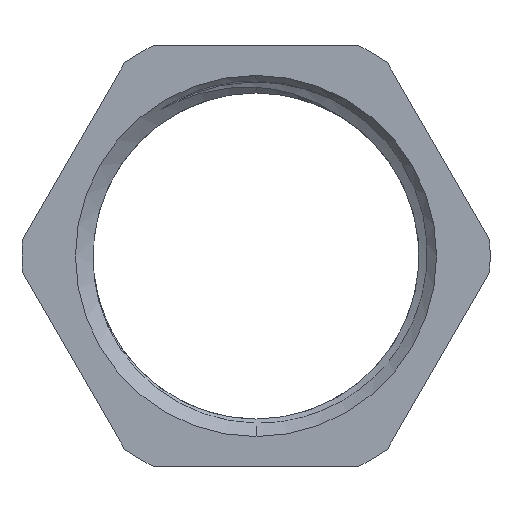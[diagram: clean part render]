
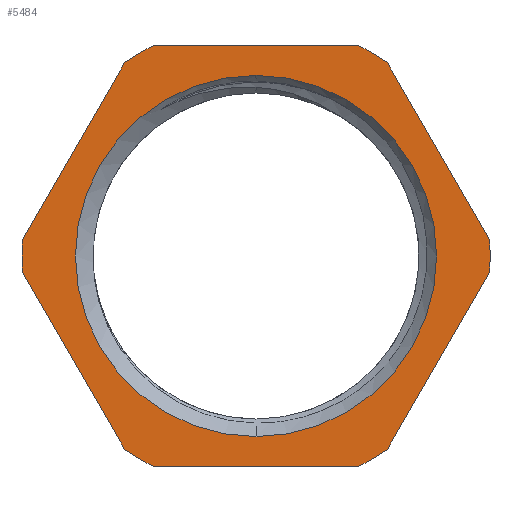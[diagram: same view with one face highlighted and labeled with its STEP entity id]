
A CAD part, left-side view. The second image highlights one B-rep face of the part: STEP entity #5484.
In plain terms, the highlighted planar face has unit normal (-1, 0, 0).
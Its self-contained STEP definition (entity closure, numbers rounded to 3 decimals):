
#169 = CARTESIAN_POINT ( 'NONE',  ( -3.5, -7.467, 11.066 ) ) ;
#183 = CARTESIAN_POINT ( 'NONE',  ( -3.5, 13.35, 0. ) ) ;
#346 = EDGE_CURVE ( 'NONE', #4315, #8405, #2297, .T. ) ;
#388 = CARTESIAN_POINT ( 'NONE',  ( -3.5, 0., 0. ) ) ;
#402 = AXIS2_PLACEMENT_3D ( 'NONE', #6349, #1091, #8501 ) ;
#435 = LINE ( 'NONE', #8401, #7457 ) ;
#457 = EDGE_CURVE ( 'NONE', #598, #7055, #7462, .T. ) ;
#499 = DIRECTION ( 'NONE',  ( 1., 0., 0. ) ) ;
#537 = CIRCLE ( 'NONE', #8548, 13.35 ) ;
#588 = VERTEX_POINT ( 'NONE', #4516 ) ;
#592 = DIRECTION ( 'NONE',  ( 0., -0.5, -0.866 ) ) ;
#598 = VERTEX_POINT ( 'NONE', #3097 ) ;
#723 = CARTESIAN_POINT ( 'NONE',  ( -3.5, 13.317, 0.934 ) ) ;
#815 = EDGE_CURVE ( 'NONE', #1615, #598, #4284, .T. ) ;
#868 = PLANE ( 'NONE',  #1599 ) ;
#1000 = DIRECTION ( 'NONE',  ( 0., 0., -1. ) ) ;
#1091 = DIRECTION ( 'NONE',  ( 1., 0., 0. ) ) ;
#1116 = DIRECTION ( 'NONE',  ( 1., 0., 0. ) ) ;
#1140 = VECTOR ( 'NONE', #1782, 1000. ) ;
#1143 = DIRECTION ( 'NONE',  ( 0., 0., -1. ) ) ;
#1146 = DIRECTION ( 'NONE',  ( 1., 0., 0. ) ) ;
#1361 = DIRECTION ( 'NONE',  ( 1., 0., 0. ) ) ;
#1382 = VERTEX_POINT ( 'NONE', #6455 ) ;
#1484 = VERTEX_POINT ( 'NONE', #3463 ) ;
#1599 = AXIS2_PLACEMENT_3D ( 'NONE', #183, #5391, #4685 ) ;
#1615 = VERTEX_POINT ( 'NONE', #5556 ) ;
#1660 = ORIENTED_EDGE ( 'NONE', *, *, #6724, .F. ) ;
#1718 = EDGE_CURVE ( 'NONE', #4320, #588, #435, .T. ) ;
#1749 = EDGE_CURVE ( 'NONE', #1382, #4315, #537, .T. ) ;
#1782 = DIRECTION ( 'NONE',  ( 0., 1., 0. ) ) ;
#1817 = EDGE_CURVE ( 'NONE', #8405, #6380, #8011, .T. ) ;
#2037 = ORIENTED_EDGE ( 'NONE', *, *, #457, .F. ) ;
#2239 = CIRCLE ( 'NONE', #7509, 13.35 ) ;
#2297 = LINE ( 'NONE', #6136, #3434 ) ;
#2606 = VERTEX_POINT ( 'NONE', #169 ) ;
#2660 = CARTESIAN_POINT ( 'NONE',  ( -3.5, 0., 0. ) ) ;
#2690 = EDGE_LOOP ( 'NONE', ( #7271, #4128 ) ) ;
#2743 = ORIENTED_EDGE ( 'NONE', *, *, #8019, .F. ) ;
#2769 = CIRCLE ( 'NONE', #7756, 10.3 ) ;
#2909 = DIRECTION ( 'NONE',  ( 0., 0.5, 0.866 ) ) ;
#3011 = CARTESIAN_POINT ( 'NONE',  ( -3.5, 0., 0. ) ) ;
#3097 = CARTESIAN_POINT ( 'NONE',  ( -3.5, -7.467, -11.066 ) ) ;
#3251 = VERTEX_POINT ( 'NONE', #5617 ) ;
#3309 = EDGE_CURVE ( 'NONE', #3371, #1484, #4801, .T. ) ;
#3315 = AXIS2_PLACEMENT_3D ( 'NONE', #2660, #1361, #4652 ) ;
#3371 = VERTEX_POINT ( 'NONE', #5185 ) ;
#3434 = VECTOR ( 'NONE', #2909, 1000. ) ;
#3444 = VECTOR ( 'NONE', #592, 1000. ) ;
#3463 = CARTESIAN_POINT ( 'NONE',  ( -3.5, 0., -10.3 ) ) ;
#3755 = DIRECTION ( 'NONE',  ( 0., 0., -1. ) ) ;
#3802 = DIRECTION ( 'NONE',  ( 0., -0.5, 0.866 ) ) ;
#3816 = CARTESIAN_POINT ( 'NONE',  ( -3.5, 0., 0. ) ) ;
#3837 = CARTESIAN_POINT ( 'NONE',  ( -3.5, 0., 0. ) ) ;
#3867 = ORIENTED_EDGE ( 'NONE', *, *, #4620, .F. ) ;
#4089 = CARTESIAN_POINT ( 'NONE',  ( -3.5, 7.467, 11.066 ) ) ;
#4128 = ORIENTED_EDGE ( 'NONE', *, *, #7752, .T. ) ;
#4193 = EDGE_CURVE ( 'NONE', #3251, #1615, #7644, .T. ) ;
#4255 = DIRECTION ( 'NONE',  ( 0., 0., -1. ) ) ;
#4284 = LINE ( 'NONE', #6294, #6828 ) ;
#4315 = VERTEX_POINT ( 'NONE', #4483 ) ;
#4320 = VERTEX_POINT ( 'NONE', #7869 ) ;
#4424 = DIRECTION ( 'NONE',  ( 1., 0., 0. ) ) ;
#4462 = CARTESIAN_POINT ( 'NONE',  ( -3.5, 13.856, 0. ) ) ;
#4483 = CARTESIAN_POINT ( 'NONE',  ( -3.5, 7.467, -11.066 ) ) ;
#4504 = ORIENTED_EDGE ( 'NONE', *, *, #6868, .F. ) ;
#4516 = CARTESIAN_POINT ( 'NONE',  ( -3.5, -5.85, 12. ) ) ;
#4620 = EDGE_CURVE ( 'NONE', #588, #2606, #2239, .T. ) ;
#4652 = DIRECTION ( 'NONE',  ( 0., 0., -1. ) ) ;
#4685 = DIRECTION ( 'NONE',  ( 0., 0., 1. ) ) ;
#4740 = DIRECTION ( 'NONE',  ( 1., 0., 0. ) ) ;
#4801 = CIRCLE ( 'NONE', #5781, 10.3 ) ;
#5185 = CARTESIAN_POINT ( 'NONE',  ( -3.5, 0., 10.3 ) ) ;
#5213 = ORIENTED_EDGE ( 'NONE', *, *, #1718, .F. ) ;
#5376 = EDGE_LOOP ( 'NONE', ( #2037, #6370, #8357, #1660, #3867, #5213, #4504, #5466, #7210, #5670, #5618, #2743 ) ) ;
#5391 = DIRECTION ( 'NONE',  ( -1., 0., 0. ) ) ;
#5434 = FACE_BOUND ( 'NONE', #2690, .T. ) ;
#5466 = ORIENTED_EDGE ( 'NONE', *, *, #5854, .F. ) ;
#5484 = ADVANCED_FACE ( 'NONE', ( #5434, #6169 ), #868, .T. ) ;
#5556 = CARTESIAN_POINT ( 'NONE',  ( -3.5, -13.317, -0.934 ) ) ;
#5609 = CARTESIAN_POINT ( 'NONE',  ( -3.5, 0., 0. ) ) ;
#5617 = CARTESIAN_POINT ( 'NONE',  ( -3.5, -13.317, 0.934 ) ) ;
#5618 = ORIENTED_EDGE ( 'NONE', *, *, #1749, .F. ) ;
#5670 = ORIENTED_EDGE ( 'NONE', *, *, #346, .F. ) ;
#5742 = LINE ( 'NONE', #8380, #1140 ) ;
#5781 = AXIS2_PLACEMENT_3D ( 'NONE', #3816, #499, #1143 ) ;
#5854 = EDGE_CURVE ( 'NONE', #6380, #7454, #7895, .T. ) ;
#5895 = DIRECTION ( 'NONE',  ( 1., 0., 0. ) ) ;
#6136 = CARTESIAN_POINT ( 'NONE',  ( -3.5, 6.928, -12. ) ) ;
#6169 = FACE_OUTER_BOUND ( 'NONE', #5376, .T. ) ;
#6206 = DIRECTION ( 'NONE',  ( 0., 0.5, -0.866 ) ) ;
#6294 = CARTESIAN_POINT ( 'NONE',  ( -3.5, -13.856, 0. ) ) ;
#6349 = CARTESIAN_POINT ( 'NONE',  ( -3.5, 0., 0. ) ) ;
#6370 = ORIENTED_EDGE ( 'NONE', *, *, #815, .F. ) ;
#6380 = VERTEX_POINT ( 'NONE', #723 ) ;
#6415 = LINE ( 'NONE', #8470, #3444 ) ;
#6455 = CARTESIAN_POINT ( 'NONE',  ( -3.5, 5.85, -12. ) ) ;
#6724 = EDGE_CURVE ( 'NONE', #2606, #3251, #6415, .T. ) ;
#6828 = VECTOR ( 'NONE', #6206, 1000. ) ;
#6868 = EDGE_CURVE ( 'NONE', #7454, #4320, #7749, .T. ) ;
#6880 = VECTOR ( 'NONE', #3802, 1000. ) ;
#6886 = CARTESIAN_POINT ( 'NONE',  ( -3.5, -5.85, -12. ) ) ;
#6901 = AXIS2_PLACEMENT_3D ( 'NONE', #3837, #5895, #7845 ) ;
#6992 = CARTESIAN_POINT ( 'NONE',  ( -3.5, 13.317, -0.934 ) ) ;
#7055 = VERTEX_POINT ( 'NONE', #6886 ) ;
#7210 = ORIENTED_EDGE ( 'NONE', *, *, #1817, .F. ) ;
#7271 = ORIENTED_EDGE ( 'NONE', *, *, #3309, .T. ) ;
#7454 = VERTEX_POINT ( 'NONE', #4089 ) ;
#7457 = VECTOR ( 'NONE', #8230, 1000. ) ;
#7462 = CIRCLE ( 'NONE', #402, 13.35 ) ;
#7509 = AXIS2_PLACEMENT_3D ( 'NONE', #5609, #4424, #1000 ) ;
#7644 = CIRCLE ( 'NONE', #8193, 13.35 ) ;
#7749 = CIRCLE ( 'NONE', #3315, 13.35 ) ;
#7752 = EDGE_CURVE ( 'NONE', #1484, #3371, #2769, .T. ) ;
#7756 = AXIS2_PLACEMENT_3D ( 'NONE', #8125, #4740, #4255 ) ;
#7845 = DIRECTION ( 'NONE',  ( 0., 0., -1. ) ) ;
#7869 = CARTESIAN_POINT ( 'NONE',  ( -3.5, 5.85, 12. ) ) ;
#7895 = LINE ( 'NONE', #4462, #6880 ) ;
#8011 = CIRCLE ( 'NONE', #6901, 13.35 ) ;
#8019 = EDGE_CURVE ( 'NONE', #7055, #1382, #5742, .T. ) ;
#8125 = CARTESIAN_POINT ( 'NONE',  ( -3.5, 0., 0. ) ) ;
#8193 = AXIS2_PLACEMENT_3D ( 'NONE', #3011, #1146, #8422 ) ;
#8230 = DIRECTION ( 'NONE',  ( 0., -1., 0. ) ) ;
#8357 = ORIENTED_EDGE ( 'NONE', *, *, #4193, .F. ) ;
#8380 = CARTESIAN_POINT ( 'NONE',  ( -3.5, -6.928, -12. ) ) ;
#8401 = CARTESIAN_POINT ( 'NONE',  ( -3.5, 6.928, 12. ) ) ;
#8405 = VERTEX_POINT ( 'NONE', #6992 ) ;
#8422 = DIRECTION ( 'NONE',  ( 0., 0., -1. ) ) ;
#8470 = CARTESIAN_POINT ( 'NONE',  ( -3.5, -6.928, 12. ) ) ;
#8501 = DIRECTION ( 'NONE',  ( 0., 0., -1. ) ) ;
#8548 = AXIS2_PLACEMENT_3D ( 'NONE', #388, #1116, #3755 ) ;
